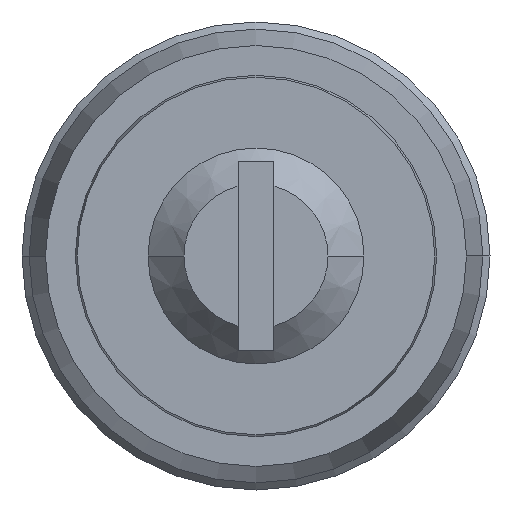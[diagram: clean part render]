
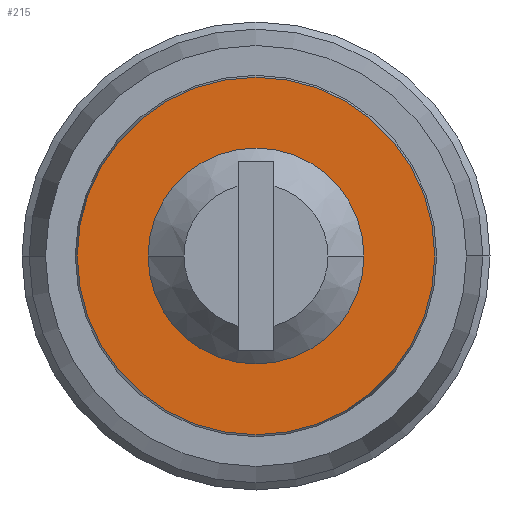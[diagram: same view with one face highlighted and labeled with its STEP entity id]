
A CAD part, front view. The second image highlights one B-rep face of the part: STEP entity #215.
In plain terms, the highlighted planar face has unit normal (0, -1, 0).
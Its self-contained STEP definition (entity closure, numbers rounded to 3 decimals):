
#20 = AXIS2_PLACEMENT_3D ( 'NONE', #396, #259, #336 ) ;
#41 = CARTESIAN_POINT ( 'NONE',  ( -17.484, 17.67, 0. ) ) ;
#44 = ORIENTED_EDGE ( 'NONE', *, *, #182, .T. ) ;
#59 = DIRECTION ( 'NONE',  ( -1., 0., 0. ) ) ;
#60 = AXIS2_PLACEMENT_3D ( 'NONE', #126, #410, #59 ) ;
#102 = AXIS2_PLACEMENT_3D ( 'NONE', #905, #232, #230 ) ;
#126 = CARTESIAN_POINT ( 'NONE',  ( -17.484, 17.67, 0. ) ) ;
#127 = DIRECTION ( 'NONE',  ( 0., -1., 0. ) ) ;
#137 = VERTEX_POINT ( 'NONE', #832 ) ;
#163 = VERTEX_POINT ( 'NONE', #326 ) ;
#180 = DIRECTION ( 'NONE',  ( -1., 0., 0. ) ) ;
#182 = EDGE_CURVE ( 'NONE', #338, #379, #668, .T. ) ;
#198 = CARTESIAN_POINT ( 'NONE',  ( -22.448, 17.67, 0. ) ) ;
#215 = ADVANCED_FACE ( 'NONE', ( #881, #475 ), #474, .T. ) ;
#219 = EDGE_LOOP ( 'NONE', ( #907, #497 ) ) ;
#230 = DIRECTION ( 'NONE',  ( -1., 0., 0. ) ) ;
#232 = DIRECTION ( 'NONE',  ( 0., -1., 0. ) ) ;
#243 = EDGE_CURVE ( 'NONE', #163, #137, #681, .T. ) ;
#259 = DIRECTION ( 'NONE',  ( 0., -1., 0. ) ) ;
#306 = ORIENTED_EDGE ( 'NONE', *, *, #518, .T. ) ;
#326 = CARTESIAN_POINT ( 'NONE',  ( -14.984, 17.67, 0. ) ) ;
#336 = DIRECTION ( 'NONE',  ( 1., 0., 0. ) ) ;
#338 = VERTEX_POINT ( 'NONE', #198 ) ;
#340 = DIRECTION ( 'NONE',  ( 0., -1., 0. ) ) ;
#379 = VERTEX_POINT ( 'NONE', #592 ) ;
#396 = CARTESIAN_POINT ( 'NONE',  ( -22.448, 17.67, 0. ) ) ;
#410 = DIRECTION ( 'NONE',  ( 0., -1., 0. ) ) ;
#474 = PLANE ( 'NONE',  #20 ) ;
#475 = FACE_BOUND ( 'NONE', #219, .T. ) ;
#497 = ORIENTED_EDGE ( 'NONE', *, *, #243, .F. ) ;
#518 = EDGE_CURVE ( 'NONE', #379, #338, #544, .T. ) ;
#544 = CIRCLE ( 'NONE', #728, 4.964 ) ;
#552 = CARTESIAN_POINT ( 'NONE',  ( -17.484, 17.67, 0. ) ) ;
#592 = CARTESIAN_POINT ( 'NONE',  ( -12.52, 17.67, 0. ) ) ;
#637 = DIRECTION ( 'NONE',  ( -1., 0., 0. ) ) ;
#668 = CIRCLE ( 'NONE', #915, 4.964 ) ;
#681 = CIRCLE ( 'NONE', #60, 2.5 ) ;
#719 = EDGE_CURVE ( 'NONE', #137, #163, #731, .T. ) ;
#728 = AXIS2_PLACEMENT_3D ( 'NONE', #552, #127, #637 ) ;
#731 = CIRCLE ( 'NONE', #102, 2.5 ) ;
#832 = CARTESIAN_POINT ( 'NONE',  ( -19.984, 17.67, 0. ) ) ;
#881 = FACE_OUTER_BOUND ( 'NONE', #916, .T. ) ;
#905 = CARTESIAN_POINT ( 'NONE',  ( -17.484, 17.67, 0. ) ) ;
#907 = ORIENTED_EDGE ( 'NONE', *, *, #719, .F. ) ;
#915 = AXIS2_PLACEMENT_3D ( 'NONE', #41, #340, #180 ) ;
#916 = EDGE_LOOP ( 'NONE', ( #44, #306 ) ) ;
